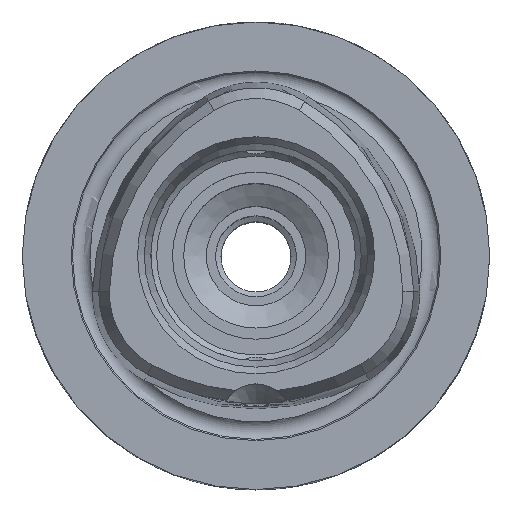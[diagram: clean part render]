
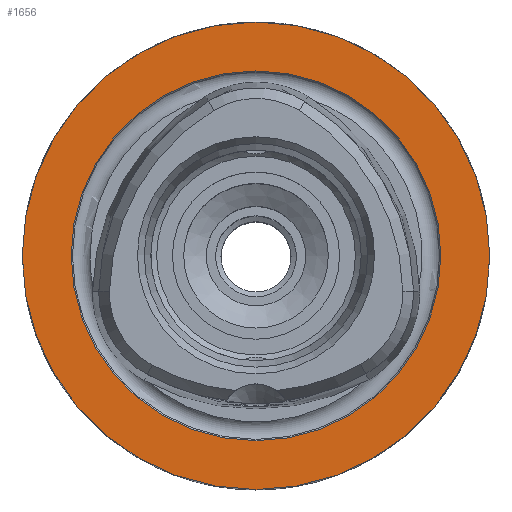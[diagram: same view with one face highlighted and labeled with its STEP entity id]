
A CAD part, top view. The second image highlights one B-rep face of the part: STEP entity #1656.
In plain terms, the highlighted planar face has unit normal (0, 0, 1).
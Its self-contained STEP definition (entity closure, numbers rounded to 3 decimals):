
#120=FACE_BOUND('',#347,.T.);
#146=PLANE('',#1901);
#239=FACE_OUTER_BOUND('',#346,.T.);
#346=EDGE_LOOP('',(#1531));
#347=EDGE_LOOP('',(#1532));
#576=CIRCLE('',#1811,20.);
#612=CIRCLE('',#1897,15.814);
#722=VERTEX_POINT('',#3071);
#782=VERTEX_POINT('',#3423);
#936=EDGE_CURVE('',#722,#722,#576,.T.);
#1032=EDGE_CURVE('',#782,#782,#612,.T.);
#1531=ORIENTED_EDGE('',*,*,#936,.T.);
#1532=ORIENTED_EDGE('',*,*,#1032,.T.);
#1656=ADVANCED_FACE('',(#239,#120),#146,.T.);
#1811=AXIS2_PLACEMENT_3D('',#3073,#2204,#2205);
#1897=AXIS2_PLACEMENT_3D('',#3425,#2414,#2415);
#1901=AXIS2_PLACEMENT_3D('',#3429,#2422,#2423);
#2204=DIRECTION('center_axis',(0.,0.,1.));
#2205=DIRECTION('ref_axis',(1.,0.,0.));
#2414=DIRECTION('center_axis',(0.,0.,-1.));
#2415=DIRECTION('ref_axis',(0.,1.,0.));
#2422=DIRECTION('center_axis',(0.,0.,1.));
#2423=DIRECTION('ref_axis',(1.,0.,0.));
#3071=CARTESIAN_POINT('',(-20.,0.,-2.5));
#3073=CARTESIAN_POINT('Origin',(0.,0.,-2.5));
#3423=CARTESIAN_POINT('',(0.,-15.814,-2.5));
#3425=CARTESIAN_POINT('Origin',(0.,0.,-2.5));
#3429=CARTESIAN_POINT('Origin',(0.,0.,-2.5));
